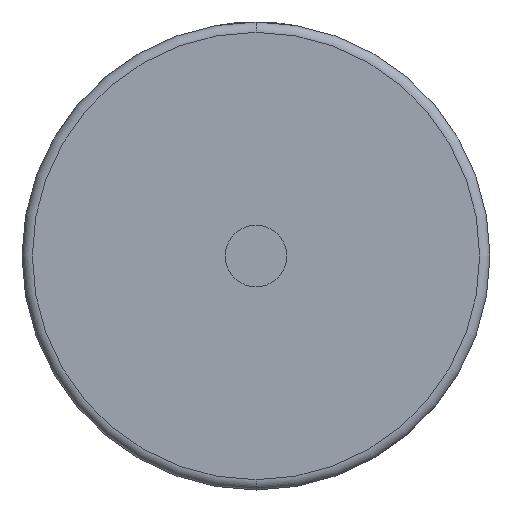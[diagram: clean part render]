
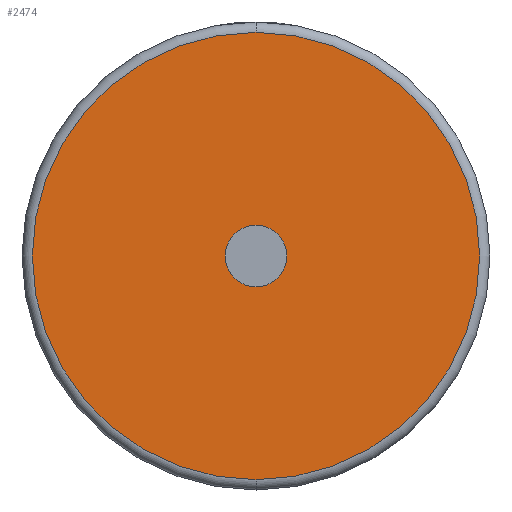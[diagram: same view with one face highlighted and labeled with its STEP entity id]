
A CAD part, front view. The second image highlights one B-rep face of the part: STEP entity #2474.
In plain terms, the highlighted planar face has unit normal (0, -1, 0).
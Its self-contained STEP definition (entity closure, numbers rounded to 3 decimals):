
#195 = EDGE_CURVE ( 'NONE', #843, #2163, #2281, .T. ) ;
#247 = DIRECTION ( 'NONE',  ( 0., 0., 1. ) ) ;
#257 = EDGE_CURVE ( 'NONE', #2163, #843, #1412, .T. ) ;
#358 = EDGE_CURVE ( 'NONE', #2409, #2385, #1756, .T. ) ;
#368 = CARTESIAN_POINT ( 'NONE',  ( 0., 0., 43.5 ) ) ;
#411 = DIRECTION ( 'NONE',  ( 0., 0., 1. ) ) ;
#540 = DIRECTION ( 'NONE',  ( 0., -1., 0. ) ) ;
#766 = AXIS2_PLACEMENT_3D ( 'NONE', #2581, #3762, #1987 ) ;
#843 = VERTEX_POINT ( 'NONE', #368 ) ;
#960 = AXIS2_PLACEMENT_3D ( 'NONE', #1418, #540, #247 ) ;
#1029 = ORIENTED_EDGE ( 'NONE', *, *, #195, .T. ) ;
#1187 = ORIENTED_EDGE ( 'NONE', *, *, #358, .F. ) ;
#1390 = CARTESIAN_POINT ( 'NONE',  ( 0., 0., 6. ) ) ;
#1412 = CIRCLE ( 'NONE', #960, 43.5 ) ;
#1418 = CARTESIAN_POINT ( 'NONE',  ( 0., 0., 0. ) ) ;
#1482 = DIRECTION ( 'NONE',  ( 0., 0., 1. ) ) ;
#1507 = PLANE ( 'NONE',  #2350 ) ;
#1666 = EDGE_CURVE ( 'NONE', #2385, #2409, #2006, .T. ) ;
#1756 = CIRCLE ( 'NONE', #2661, 6. ) ;
#1802 = DIRECTION ( 'NONE',  ( 0., 0., 1. ) ) ;
#1987 = DIRECTION ( 'NONE',  ( 0., 0., 1. ) ) ;
#1990 = CARTESIAN_POINT ( 'NONE',  ( 0., 0., -6. ) ) ;
#2006 = CIRCLE ( 'NONE', #2246, 6. ) ;
#2054 = CARTESIAN_POINT ( 'NONE',  ( 0., 0., 0. ) ) ;
#2163 = VERTEX_POINT ( 'NONE', #3250 ) ;
#2166 = DIRECTION ( 'NONE',  ( 0., -1., 0. ) ) ;
#2246 = AXIS2_PLACEMENT_3D ( 'NONE', #2744, #2166, #411 ) ;
#2281 = CIRCLE ( 'NONE', #766, 43.5 ) ;
#2308 = FACE_OUTER_BOUND ( 'NONE', #3609, .T. ) ;
#2350 = AXIS2_PLACEMENT_3D ( 'NONE', #2054, #2938, #1802 ) ;
#2385 = VERTEX_POINT ( 'NONE', #1990 ) ;
#2409 = VERTEX_POINT ( 'NONE', #1390 ) ;
#2474 = ADVANCED_FACE ( 'NONE', ( #2308, #3775 ), #1507, .F. ) ;
#2581 = CARTESIAN_POINT ( 'NONE',  ( 0., 0., 0. ) ) ;
#2598 = CARTESIAN_POINT ( 'NONE',  ( 0., 0., 0. ) ) ;
#2656 = EDGE_LOOP ( 'NONE', ( #1187, #2732 ) ) ;
#2661 = AXIS2_PLACEMENT_3D ( 'NONE', #2598, #2891, #1482 ) ;
#2732 = ORIENTED_EDGE ( 'NONE', *, *, #1666, .F. ) ;
#2744 = CARTESIAN_POINT ( 'NONE',  ( 0., 0., 0. ) ) ;
#2891 = DIRECTION ( 'NONE',  ( 0., -1., 0. ) ) ;
#2938 = DIRECTION ( 'NONE',  ( 0., 1., 0. ) ) ;
#3112 = ORIENTED_EDGE ( 'NONE', *, *, #257, .T. ) ;
#3250 = CARTESIAN_POINT ( 'NONE',  ( 0., 0., -43.5 ) ) ;
#3609 = EDGE_LOOP ( 'NONE', ( #1029, #3112 ) ) ;
#3762 = DIRECTION ( 'NONE',  ( 0., -1., 0. ) ) ;
#3775 = FACE_BOUND ( 'NONE', #2656, .T. ) ;
